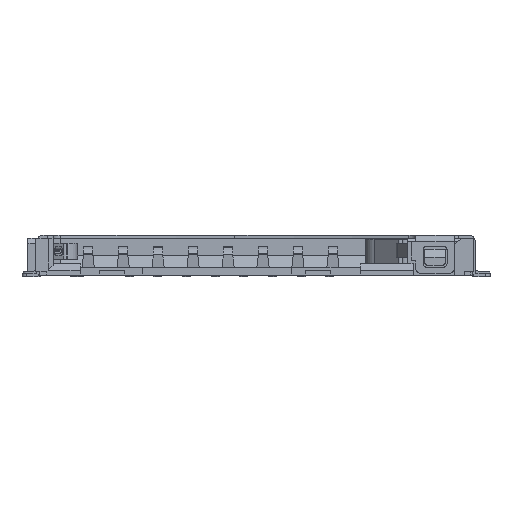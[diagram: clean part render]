
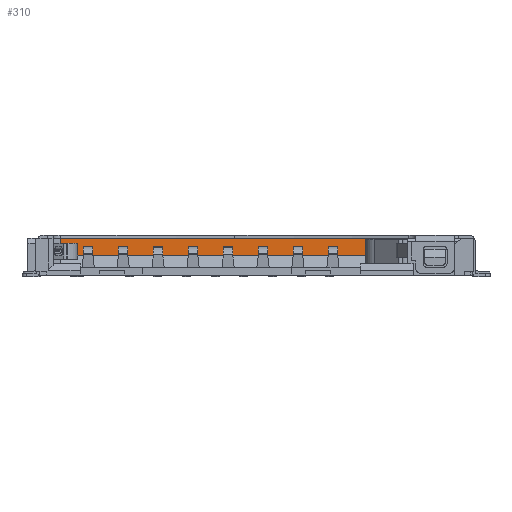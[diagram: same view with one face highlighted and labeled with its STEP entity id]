
A CAD part, front view. The second image highlights one B-rep face of the part: STEP entity #310.
In plain terms, the highlighted planar face has unit normal (0, -1, 0).
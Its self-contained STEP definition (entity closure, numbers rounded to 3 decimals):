
#310=ADVANCED_FACE('',(#2296),#2297,.T.);
#2296=FACE_OUTER_BOUND('',#6108,.T.);
#2297=PLANE('',#6109);
#6108=EDGE_LOOP('',(#15029,#15030,#15031,#15032,#15033));
#6109=AXIS2_PLACEMENT_3D('',#15034,#15035,#15036);
#15029=ORIENTED_EDGE('',*,*,#30556,.F.);
#15030=ORIENTED_EDGE('',*,*,#30559,.T.);
#15031=ORIENTED_EDGE('',*,*,#30208,.T.);
#15032=ORIENTED_EDGE('',*,*,#30560,.T.);
#15033=ORIENTED_EDGE('',*,*,#30228,.F.);
#15034=CARTESIAN_POINT('',(3.473,6.496,0.35));
#15035=DIRECTION('',(0.,-1.0,0.0));
#15036=DIRECTION('',(0.0,0.0,-1.0));
#30208=EDGE_CURVE('',#35716,#35714,#35717,.T.);
#30228=EDGE_CURVE('',#35753,#35755,#35756,.T.);
#30556=EDGE_CURVE('',#36326,#35753,#36328,.T.);
#30559=EDGE_CURVE('',#36326,#35716,#36331,.T.);
#30560=EDGE_CURVE('',#35714,#35755,#36332,.T.);
#35714=VERTEX_POINT('',#44684);
#35716=VERTEX_POINT('',#44687);
#35717=LINE('',#44688,#44689);
#35753=VERTEX_POINT('',#44743);
#35755=VERTEX_POINT('',#44746);
#35756=LINE('',#44747,#44748);
#36326=VERTEX_POINT('',#45631);
#36328=LINE('',#45634,#45635);
#36331=LINE('',#45640,#45641);
#36332=LINE('',#45642,#45643);
#44684=CARTESIAN_POINT('',(3.473,6.496,0.61));
#44687=CARTESIAN_POINT('',(3.473,6.496,0.6));
#44688=CARTESIAN_POINT('',(3.473,6.496,0.35));
#44689=VECTOR('',#57308,1000.0);
#44743=CARTESIAN_POINT('',(-6.128,6.496,1.15));
#44746=CARTESIAN_POINT('',(3.473,6.496,1.15));
#44747=CARTESIAN_POINT('',(3.473,6.496,1.15));
#44748=VECTOR('',#57328,1000.0);
#45631=CARTESIAN_POINT('',(-6.128,6.496,0.6));
#45634=CARTESIAN_POINT('',(-6.128,6.496,0.35));
#45635=VECTOR('',#57685,1000.0);
#45640=CARTESIAN_POINT('',(3.473,6.496,0.6));
#45641=VECTOR('',#57688,1000.0);
#45642=CARTESIAN_POINT('',(3.473,6.496,0.61));
#45643=VECTOR('',#57689,1000.0);
#57308=DIRECTION('',(0.0,0.0,1.0));
#57328=DIRECTION('',(1.0,0.,0.0));
#57685=DIRECTION('',(0.0,0.0,1.0));
#57688=DIRECTION('',(1.0,0.,0.0));
#57689=DIRECTION('',(0.0,0.0,1.0));
